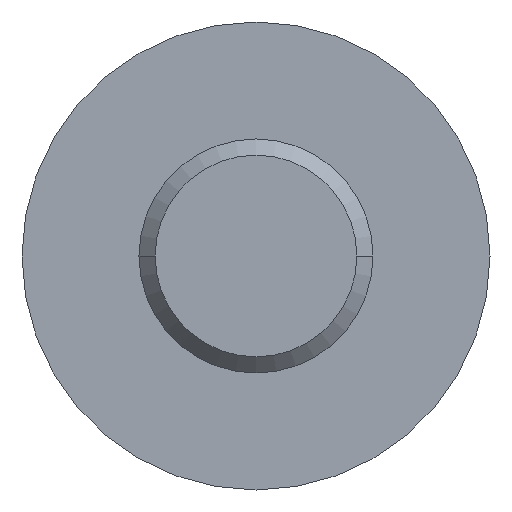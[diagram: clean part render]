
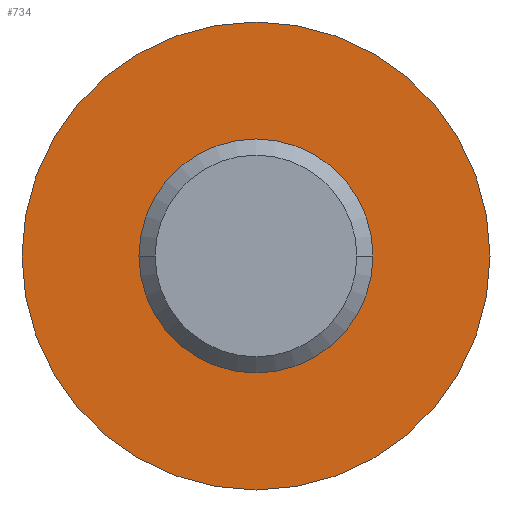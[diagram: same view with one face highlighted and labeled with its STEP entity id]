
A CAD part, left-side view. The second image highlights one B-rep face of the part: STEP entity #734.
In plain terms, the highlighted planar face has unit normal (-1, 0, 0).
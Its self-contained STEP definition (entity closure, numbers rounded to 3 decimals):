
#123=CARTESIAN_POINT('',(0.,-4.0,0.0));
#124=VERTEX_POINT('',#123);
#133=CARTESIAN_POINT('',(0.,4.0,0.));
#134=VERTEX_POINT('',#133);
#135=CARTESIAN_POINT('',(0.0,0.0,0.0));
#136=DIRECTION('',(1.0,0.0,0.0));
#137=DIRECTION('',(0.0,-1.0,0.0));
#138=AXIS2_PLACEMENT_3D('',#135,#136,#137);
#139=CIRCLE('',#138,4.0);
#140=EDGE_CURVE('',#124,#134,#139,.T.);
#626=CARTESIAN_POINT('',(0.0,0.0,0.0));
#627=DIRECTION('',(1.0,0.0,0.0));
#628=DIRECTION('',(0.0,-1.0,0.0));
#629=AXIS2_PLACEMENT_3D('',#626,#627,#628);
#630=CIRCLE('',#629,4.0);
#631=EDGE_CURVE('',#134,#124,#630,.T.);
#725=CARTESIAN_POINT('',(0.,-4.4,4.4));
#726=DIRECTION('',(-1.0,0.0,0.0));
#727=DIRECTION('',(0.0,0.0,-1.0));
#728=AXIS2_PLACEMENT_3D('',#725,#726,#727);
#729=PLANE('',#728);
#730=ORIENTED_EDGE('',*,*,#631,.F.);
#731=ORIENTED_EDGE('',*,*,#140,.F.);
#732=EDGE_LOOP('',(#730,#731));
#733=FACE_OUTER_BOUND('',#732,.T.);
#734=ADVANCED_FACE('',(#733),#729,.T.);
